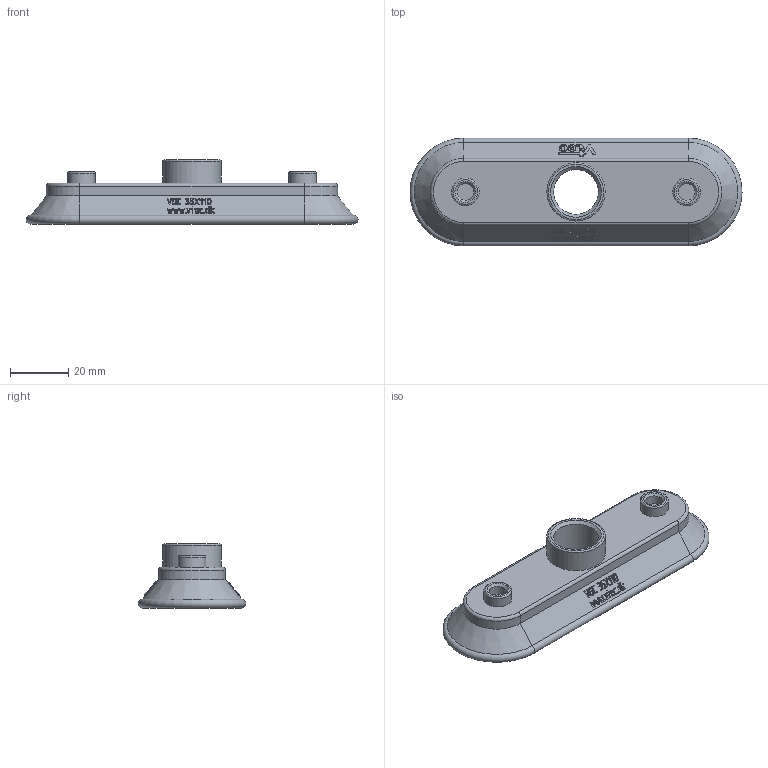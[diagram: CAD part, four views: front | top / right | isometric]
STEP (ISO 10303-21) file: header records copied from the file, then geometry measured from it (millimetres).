
FILE_DESCRIPTION( ( 'STEP AP203' ), '1' );
FILE_NAME( 'VOC35X110.stp', '2006-04-25T05:30:17', ( ' ' ), ( ' ' ), 'XStep 1.0', ' ', ' ' );
FILE_SCHEMA( ( 'CONFIG_CONTROL_DESIGN) ( )' ) );
Length unit declared in the file: metre
Products named in the file (1): 1
Bounding box: 114 x 37 x 22 mm (x, y, z)
Volume: 24280.5 mm3; surface area: 12381.8 mm2
Topology: 1 solids, 1 shells, 402 faces, 1071 edges, 708 vertices
Faces by surface type: extrusion 158, plane 153, cylinder 77, cone 7, torus 7
Full cylindrical faces by diameter (mm): 0.999 x1, 5.8 x2, 9.5 x2, 15.4 x1, 20 x1
Entity records: 13721 total; most frequent: CARTESIAN_POINT 3696, ORIENTED_EDGE 2098, DIRECTION 1818, EDGE_CURVE 1049, VECTOR 946, LINE 788, VERTEX_POINT 703, EDGE_LOOP 458
